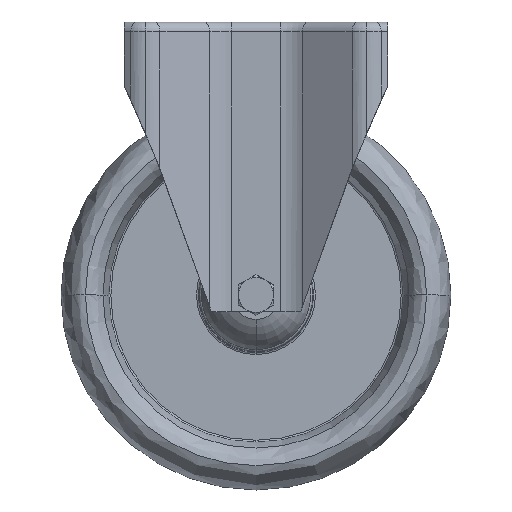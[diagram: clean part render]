
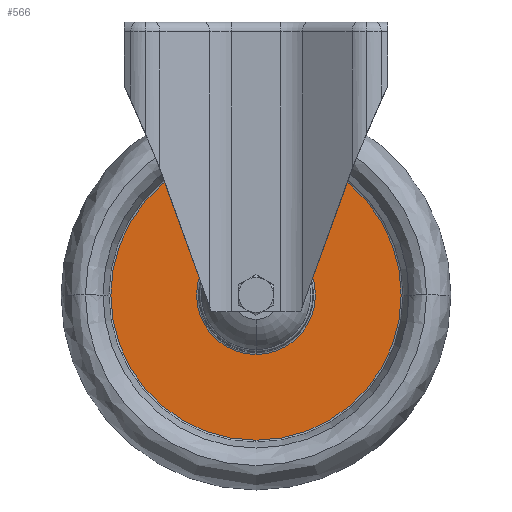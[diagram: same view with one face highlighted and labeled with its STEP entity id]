
A CAD part, top view. The second image highlights one B-rep face of the part: STEP entity #566.
In plain terms, the highlighted planar face has unit normal (0, 0, 1).
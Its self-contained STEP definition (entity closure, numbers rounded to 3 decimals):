
#182 = ORIENTED_EDGE ( 'NONE', *, *, #15254, .T. ) ;
#191 = DIRECTION ( 'NONE',  ( 0., 0., 1. ) ) ;
#540 = VERTEX_POINT ( 'NONE', #10319 ) ;
#566 = ADVANCED_FACE ( 'NONE', ( #11000, #2272 ), #12125, .F. ) ;
#1001 = VERTEX_POINT ( 'NONE', #17865 ) ;
#1764 = CIRCLE ( 'NONE', #12315, 30.497 ) ;
#2272 = FACE_OUTER_BOUND ( 'NONE', #14483, .T. ) ;
#2641 = DIRECTION ( 'NONE',  ( 0., 0., 1. ) ) ;
#2981 = ORIENTED_EDGE ( 'NONE', *, *, #7958, .F. ) ;
#3279 = AXIS2_PLACEMENT_3D ( 'NONE', #5914, #2641, #11537 ) ;
#3845 = CARTESIAN_POINT ( 'NONE',  ( -9.223, -132.192, -61.25 ) ) ;
#4683 = DIRECTION ( 'NONE',  ( 0., 0., 1. ) ) ;
#4800 = AXIS2_PLACEMENT_3D ( 'NONE', #16341, #9362, #14944 ) ;
#5648 = ORIENTED_EDGE ( 'NONE', *, *, #17511, .T. ) ;
#5914 = CARTESIAN_POINT ( 'NONE',  ( -9.223, -132.192, -61.25 ) ) ;
#6170 = EDGE_CURVE ( 'NONE', #12673, #1001, #1764, .T. ) ;
#7166 = CARTESIAN_POINT ( 'NONE',  ( -9.223, -132.192, -61.25 ) ) ;
#7530 = CARTESIAN_POINT ( 'NONE',  ( -9.223, -132.192, -61.25 ) ) ;
#7791 = ORIENTED_EDGE ( 'NONE', *, *, #6170, .F. ) ;
#7958 = EDGE_CURVE ( 'NONE', #1001, #12673, #16660, .T. ) ;
#8260 = CIRCLE ( 'NONE', #10343, 74.476 ) ;
#9362 = DIRECTION ( 'NONE',  ( 0., 0., -1. ) ) ;
#10319 = CARTESIAN_POINT ( 'NONE',  ( -9.223, -57.716, -61.25 ) ) ;
#10343 = AXIS2_PLACEMENT_3D ( 'NONE', #7530, #4683, #17103 ) ;
#10927 = DIRECTION ( 'NONE',  ( 0., 1., 0. ) ) ;
#11000 = FACE_BOUND ( 'NONE', #11909, .T. ) ;
#11381 = AXIS2_PLACEMENT_3D ( 'NONE', #3845, #17910, #10927 ) ;
#11537 = DIRECTION ( 'NONE',  ( 0., 1., 0. ) ) ;
#11909 = EDGE_LOOP ( 'NONE', ( #7791, #2981 ) ) ;
#12125 = PLANE ( 'NONE',  #4800 ) ;
#12173 = CARTESIAN_POINT ( 'NONE',  ( -9.223, -206.669, -61.25 ) ) ;
#12315 = AXIS2_PLACEMENT_3D ( 'NONE', #7166, #191, #12790 ) ;
#12673 = VERTEX_POINT ( 'NONE', #15797 ) ;
#12790 = DIRECTION ( 'NONE',  ( 0., 1., 0. ) ) ;
#14200 = VERTEX_POINT ( 'NONE', #12173 ) ;
#14483 = EDGE_LOOP ( 'NONE', ( #182, #5648 ) ) ;
#14944 = DIRECTION ( 'NONE',  ( 0., -1., 0. ) ) ;
#15254 = EDGE_CURVE ( 'NONE', #540, #14200, #8260, .T. ) ;
#15797 = CARTESIAN_POINT ( 'NONE',  ( -9.223, -101.695, -61.25 ) ) ;
#16341 = CARTESIAN_POINT ( 'NONE',  ( -83.699, -132.192, -61.25 ) ) ;
#16660 = CIRCLE ( 'NONE', #11381, 30.497 ) ;
#17103 = DIRECTION ( 'NONE',  ( 0., 1., 0. ) ) ;
#17371 = CIRCLE ( 'NONE', #3279, 74.476 ) ;
#17511 = EDGE_CURVE ( 'NONE', #14200, #540, #17371, .T. ) ;
#17865 = CARTESIAN_POINT ( 'NONE',  ( -9.223, -162.69, -61.25 ) ) ;
#17910 = DIRECTION ( 'NONE',  ( 0., 0., 1. ) ) ;
